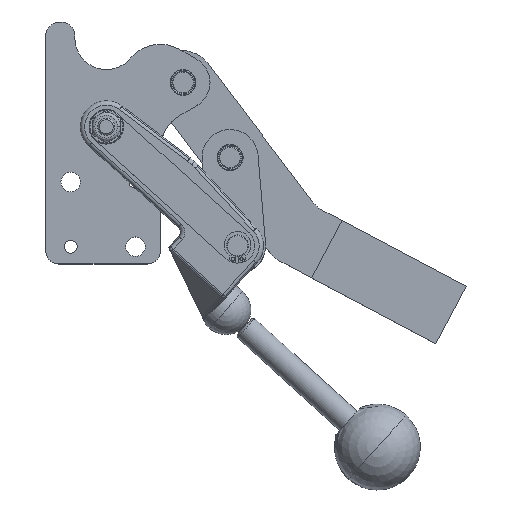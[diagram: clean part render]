
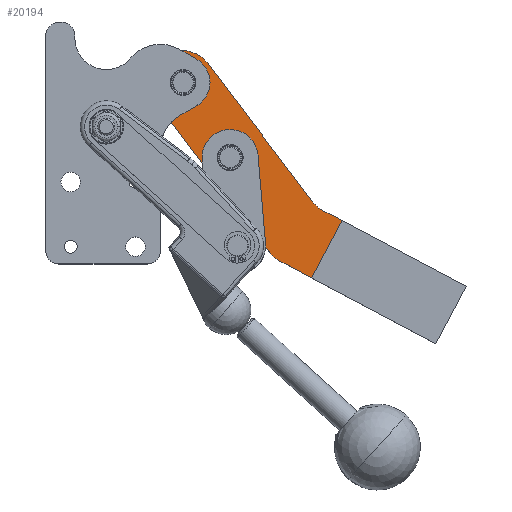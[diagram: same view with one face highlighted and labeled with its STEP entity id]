
A CAD part, top view. The second image highlights one B-rep face of the part: STEP entity #20194.
In plain terms, the highlighted planar face has unit normal (0, 0, 1).
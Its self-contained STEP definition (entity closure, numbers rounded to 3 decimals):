
#10563=CARTESIAN_POINT('',(173.772,127.811,0.15));
#10564=VERTEX_POINT('',#10563);
#10580=CARTESIAN_POINT('',(171.531,130.187,0.15));
#10581=VERTEX_POINT('',#10580);
#10588=CARTESIAN_POINT('',(183.5,139.229,0.15));
#10589=DIRECTION('',(0.,0.,1.));
#10590=DIRECTION('',(0.798,0.603,0.));
#10591=AXIS2_PLACEMENT_3D('',#10588,#10589,#10590);
#10592=CIRCLE('',#10591,15.);
#10593=EDGE_CURVE('',#10581,#10564,#10592,.T.);
#10605=CARTESIAN_POINT('',(153.844,104.42,0.15));
#10606=VERTEX_POINT('',#10605);
#10622=CARTESIAN_POINT('',(156.546,102.585,0.15));
#10623=VERTEX_POINT('',#10622);
#10630=CARTESIAN_POINT('',(163.572,115.838,0.15));
#10631=DIRECTION('',(0.,0.,-1.0));
#10632=DIRECTION('',(-0.798,-0.603,0.));
#10633=AXIS2_PLACEMENT_3D('',#10630,#10631,#10632);
#10634=CIRCLE('',#10633,15.);
#10635=EDGE_CURVE('',#10623,#10606,#10634,.T.);
#10647=CARTESIAN_POINT('',(113.425,199.812,0.15));
#10648=VERTEX_POINT('',#10647);
#10681=CARTESIAN_POINT('',(111.179,199.954,0.15));
#10682=VERTEX_POINT('',#10681);
#10689=CARTESIAN_POINT('',(111.356,184.955,0.15));
#10690=DIRECTION('',(0.,0.,-1.));
#10691=DIRECTION('',(0.798,0.603,0.));
#10692=AXIS2_PLACEMENT_3D('',#10689,#10690,#10691);
#10693=CIRCLE('',#10692,15.);
#10694=EDGE_CURVE('',#10682,#10648,#10693,.T.);
#14569=CARTESIAN_POINT('',(106.252,166.827,0.15));
#14570=VERTEX_POINT('',#14569);
#14571=CARTESIAN_POINT('',(110.2,169.911,0.15));
#14572=VERTEX_POINT('',#14571);
#14573=CARTESIAN_POINT('',(119.2,154.323,0.15));
#14574=DIRECTION('',(0.0,0.0,-1.0));
#14575=DIRECTION('',(0.5,-0.866,0.0));
#14576=AXIS2_PLACEMENT_3D('',#14573,#14574,#14575);
#14577=CIRCLE('',#14576,18.0);
#14578=EDGE_CURVE('',#14570,#14572,#14577,.T.);
#14611=CARTESIAN_POINT('',(117.952,174.387,0.15));
#14612=VERTEX_POINT('',#14611);
#14613=CARTESIAN_POINT('',(110.2,169.911,0.15));
#14614=DIRECTION('',(0.866,0.5,0.));
#14615=VECTOR('',#14614,8.951);
#14616=LINE('',#14613,#14615);
#14617=EDGE_CURVE('',#14572,#14612,#14616,.T.);
#19190=CARTESIAN_POINT('',(117.952,196.044,0.15));
#19191=VERTEX_POINT('',#19190);
#19192=CARTESIAN_POINT('',(117.952,196.044,0.15));
#19193=DIRECTION('',(-0.866,0.5,0.));
#19194=VECTOR('',#19193,7.821);
#19195=LINE('',#19192,#19194);
#19196=EDGE_CURVE('',#19191,#10682,#19195,.T.);
#19216=CARTESIAN_POINT('',(111.7,185.215,0.15));
#19217=DIRECTION('',(0.0,0.0,1.0));
#19218=DIRECTION('',(0.5,-0.866,0.0));
#19219=AXIS2_PLACEMENT_3D('',#19216,#19217,#19218);
#19220=CIRCLE('',#19219,12.504);
#19221=EDGE_CURVE('',#14612,#19191,#19220,.T.);
#19275=CARTESIAN_POINT('',(171.279,94.775,0.15));
#19276=VERTEX_POINT('',#19275);
#19283=CARTESIAN_POINT('',(171.279,94.775,0.15));
#19284=DIRECTION('',(-0.884,0.468,0.));
#19285=VECTOR('',#19284,16.675);
#19286=LINE('',#19283,#19285);
#19287=EDGE_CURVE('',#19276,#10623,#19286,.T.);
#19370=CARTESIAN_POINT('',(176.474,125.976,0.15));
#19371=VERTEX_POINT('',#19370);
#19378=CARTESIAN_POINT('',(185.33,121.281,0.15));
#19379=VERTEX_POINT('',#19378);
#19380=CARTESIAN_POINT('',(176.474,125.976,0.15));
#19381=DIRECTION('',(0.884,-0.468,0.));
#19382=VECTOR('',#19381,10.024);
#19383=LINE('',#19380,#19382);
#19384=EDGE_CURVE('',#19371,#19379,#19383,.T.);
#19523=CARTESIAN_POINT('',(123.324,193.997,0.15));
#19524=VERTEX_POINT('',#19523);
#19525=CARTESIAN_POINT('',(111.356,184.955,0.15));
#19526=DIRECTION('',(0.,0.,-1.));
#19527=DIRECTION('',(0.798,0.603,0.));
#19528=AXIS2_PLACEMENT_3D('',#19525,#19526,#19527);
#19529=CIRCLE('',#19528,15.);
#19530=EDGE_CURVE('',#10648,#19524,#19529,.T.);
#19556=CARTESIAN_POINT('',(151.604,106.796,0.15));
#19557=VERTEX_POINT('',#19556);
#19558=CARTESIAN_POINT('',(163.572,115.838,0.15));
#19559=DIRECTION('',(0.,0.,-1.0));
#19560=DIRECTION('',(-0.798,-0.603,0.));
#19561=AXIS2_PLACEMENT_3D('',#19558,#19559,#19560);
#19562=CIRCLE('',#19561,15.);
#19563=EDGE_CURVE('',#10606,#19557,#19562,.T.);
#19596=CARTESIAN_POINT('',(123.324,193.997,0.15));
#19597=DIRECTION('',(0.603,-0.798,0.));
#19598=VECTOR('',#19597,79.973);
#19599=LINE('',#19596,#19598);
#19600=EDGE_CURVE('',#19524,#10581,#19599,.T.);
#19611=CARTESIAN_POINT('',(183.5,139.229,0.15));
#19612=DIRECTION('',(0.,0.,1.));
#19613=DIRECTION('',(0.798,0.603,0.));
#19614=AXIS2_PLACEMENT_3D('',#19611,#19612,#19613);
#19615=CIRCLE('',#19614,15.);
#19616=EDGE_CURVE('',#10564,#19371,#19615,.T.);
#19766=CARTESIAN_POINT('',(185.33,121.281,0.15));
#19767=DIRECTION('',(-0.468,-0.884,0.));
#19768=VECTOR('',#19767,30.);
#19769=LINE('',#19766,#19768);
#19770=EDGE_CURVE('',#19379,#19276,#19769,.T.);
#19894=CARTESIAN_POINT('',(120.646,147.774,0.15));
#19895=VERTEX_POINT('',#19894);
#19902=CARTESIAN_POINT('',(120.646,147.774,0.15));
#19903=DIRECTION('',(-0.603,0.798,0.));
#19904=VECTOR('',#19903,23.879);
#19905=LINE('',#19902,#19904);
#19906=EDGE_CURVE('',#19895,#14570,#19905,.T.);
#19913=CARTESIAN_POINT('',(149.922,109.023,0.15));
#19914=VERTEX_POINT('',#19913);
#19915=CARTESIAN_POINT('',(151.604,106.796,0.15));
#19916=DIRECTION('',(-0.603,0.798,0.));
#19917=VECTOR('',#19916,2.79);
#19918=LINE('',#19915,#19917);
#19919=EDGE_CURVE('',#19557,#19914,#19918,.T.);
#20139=CARTESIAN_POINT('',(140.049,147.77,0.15));
#20140=DIRECTION('',(0.0,0.0,1.0));
#20141=DIRECTION('',(-0.884,0.468,0.0));
#20142=AXIS2_PLACEMENT_3D('',#20139,#20140,#20141);
#20143=PLANE('',#20142);
#20144=CARTESIAN_POINT('',(120.51,149.374,0.15));
#20145=VERTEX_POINT('',#20144);
#20146=CARTESIAN_POINT('',(120.646,147.774,0.15));
#20147=DIRECTION('',(-0.085,0.996,0.));
#20148=VECTOR('',#20147,1.606);
#20149=LINE('',#20146,#20148);
#20150=EDGE_CURVE('',#19895,#20145,#20149,.T.);
#20151=ORIENTED_EDGE('',*,*,#20150,.T.);
#20152=CARTESIAN_POINT('',(146.417,151.576,0.15));
#20153=VERTEX_POINT('',#20152);
#20154=CARTESIAN_POINT('',(133.463,150.475,0.15));
#20155=DIRECTION('',(0.,0.,-1.));
#20156=DIRECTION('',(-0.996,-0.085,0.));
#20157=AXIS2_PLACEMENT_3D('',#20154,#20155,#20156);
#20158=CIRCLE('',#20157,13.);
#20159=EDGE_CURVE('',#20145,#20153,#20158,.T.);
#20160=ORIENTED_EDGE('',*,*,#20159,.T.);
#20161=CARTESIAN_POINT('',(149.889,110.724,0.15));
#20162=VERTEX_POINT('',#20161);
#20163=CARTESIAN_POINT('',(146.417,151.576,0.15));
#20164=DIRECTION('',(0.085,-0.996,0.));
#20165=VECTOR('',#20164,41.);
#20166=LINE('',#20163,#20165);
#20167=EDGE_CURVE('',#20153,#20162,#20166,.T.);
#20168=ORIENTED_EDGE('',*,*,#20167,.T.);
#20169=CARTESIAN_POINT('',(136.936,109.623,0.15));
#20170=DIRECTION('',(0.,0.,-1.));
#20171=DIRECTION('',(0.996,0.085,0.));
#20172=AXIS2_PLACEMENT_3D('',#20169,#20170,#20171);
#20173=CIRCLE('',#20172,13.);
#20174=EDGE_CURVE('',#20162,#19914,#20173,.T.);
#20175=ORIENTED_EDGE('',*,*,#20174,.T.);
#20176=ORIENTED_EDGE('',*,*,#19919,.F.);
#20177=ORIENTED_EDGE('',*,*,#19563,.F.);
#20178=ORIENTED_EDGE('',*,*,#10635,.F.);
#20179=ORIENTED_EDGE('',*,*,#19287,.F.);
#20180=ORIENTED_EDGE('',*,*,#19770,.F.);
#20181=ORIENTED_EDGE('',*,*,#19384,.F.);
#20182=ORIENTED_EDGE('',*,*,#19616,.F.);
#20183=ORIENTED_EDGE('',*,*,#10593,.F.);
#20184=ORIENTED_EDGE('',*,*,#19600,.F.);
#20185=ORIENTED_EDGE('',*,*,#19530,.F.);
#20186=ORIENTED_EDGE('',*,*,#10694,.F.);
#20187=ORIENTED_EDGE('',*,*,#19196,.F.);
#20188=ORIENTED_EDGE('',*,*,#19221,.F.);
#20189=ORIENTED_EDGE('',*,*,#14617,.F.);
#20190=ORIENTED_EDGE('',*,*,#14578,.F.);
#20191=ORIENTED_EDGE('',*,*,#19906,.F.);
#20192=EDGE_LOOP('',(#20151,#20160,#20168,#20175,#20176,#20177,#20178,#20179,#20180,#20181,#20182,#20183,#20184,#20185,#20186,#20187,#20188,#20189,#20190,#20191));
#20193=FACE_OUTER_BOUND('',#20192,.T.);
#20194=ADVANCED_FACE('',(#20193),#20143,.T.);
